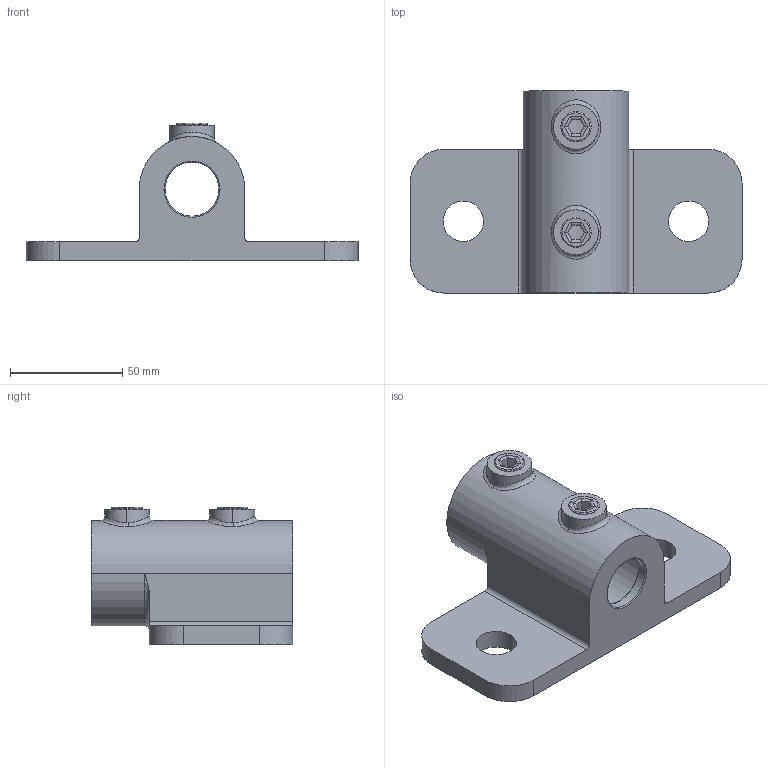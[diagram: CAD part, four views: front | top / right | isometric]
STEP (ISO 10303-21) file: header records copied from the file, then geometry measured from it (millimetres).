
FILE_DESCRIPTION (( 'STEP AP203' ), '1' );
FILE_NAME ('246-B34.STEP', '2019-02-11T15:04:08', ( '' ), ( '' ), 'SwSTEP 2.0', 'SolidWorks 2015', '' );
FILE_SCHEMA (( 'CONFIG_CONTROL_DESIGN' ));
Length unit declared in the file: millimetre
Products named in the file (3): 246-B34; 246-B34 Teil2; 246-XXX Teil1_246-B34 Teil1
Assembly tree (3 placements, depth 2):
  246-B34
    246-XXX Teil1_246-B34 Teil1
    246-B34 Teil2  x2
Bounding box: 148 x 90 x 61.5 mm (x, y, z)
Volume: 152738.1 mm3; surface area: 47797.5 mm2
Topology: 3 solids, 3 shells, 369 faces, 935 edges, 590 vertices
Faces by surface type: plane 173, bspline 90, cylinder 78, torus 16, sphere 12
Entity records: 15968 total; most frequent: CARTESIAN_POINT 7946, ORIENTED_EDGE 1734, DIRECTION 1307, EDGE_CURVE 867, VERTEX_POINT 558, VECTOR 541, LINE 541, EDGE_LOOP 385
